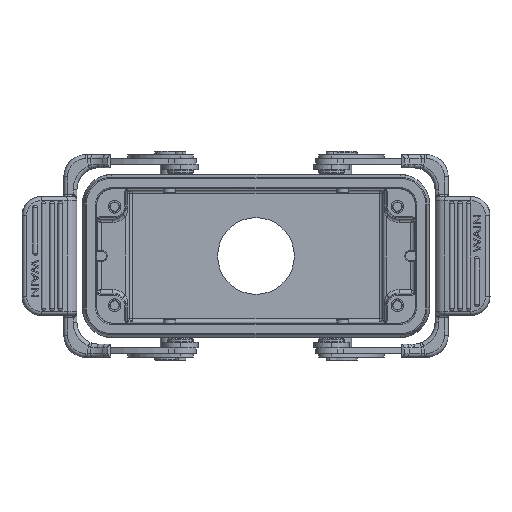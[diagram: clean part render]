
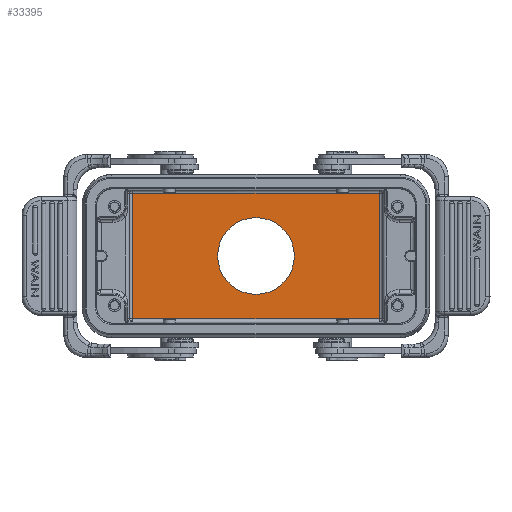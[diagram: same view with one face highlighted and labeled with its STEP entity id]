
A CAD part, front view. The second image highlights one B-rep face of the part: STEP entity #33395.
In plain terms, the highlighted planar face has unit normal (0, -1, 0).
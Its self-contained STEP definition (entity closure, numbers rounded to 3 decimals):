
#4903=DIRECTION('',(0.,0.,-1.));
#4904=VECTOR('',#4903,34.284);
#4905=CARTESIAN_POINT('',(33.75,42.,17.142));
#4906=LINE('',#4905,#4904);
#4907=DIRECTION('',(-1.,0.,0.));
#4908=VECTOR('',#4907,67.5);
#4909=CARTESIAN_POINT('',(33.75,42.,-17.142));
#4910=LINE('',#4909,#4908);
#4911=CARTESIAN_POINT('',(0.,42.,0.));
#4912=DIRECTION('',(0.,-1.,0.));
#4913=DIRECTION('',(1.,0.,0.));
#4914=AXIS2_PLACEMENT_3D('',#4911,#4912,#4913);
#4916=CARTESIAN_POINT('',(0.,42.,0.));
#4917=DIRECTION('',(0.,-1.,0.));
#4918=DIRECTION('',(-1.,0.,0.));
#4919=AXIS2_PLACEMENT_3D('',#4916,#4917,#4918);
#4921=DIRECTION('',(0.,0.,-1.));
#4922=VECTOR('',#4921,34.284);
#4923=CARTESIAN_POINT('',(-33.75,42.,17.142));
#4924=LINE('',#4923,#4922);
#5231=DIRECTION('',(-1.,0.,0.));
#5232=VECTOR('',#5231,67.5);
#5233=CARTESIAN_POINT('',(33.75,42.,17.142));
#5234=LINE('',#5233,#5232);
#22326=CARTESIAN_POINT('',(33.75,42.,17.142));
#22327=CARTESIAN_POINT('',(33.75,42.,-17.142));
#22328=VERTEX_POINT('',#22326);
#22329=VERTEX_POINT('',#22327);
#22332=CARTESIAN_POINT('',(-33.75,42.,-17.142));
#22333=VERTEX_POINT('',#22332);
#22336=CARTESIAN_POINT('',(10.5,42.,0.));
#22337=CARTESIAN_POINT('',(-10.5,42.,0.));
#22338=VERTEX_POINT('',#22336);
#22339=VERTEX_POINT('',#22337);
#22340=CARTESIAN_POINT('',(-33.75,42.,17.142));
#22341=VERTEX_POINT('',#22340);
#33376=CARTESIAN_POINT('',(0.,42.,0.));
#33377=DIRECTION('',(0.,1.,0.));
#33378=DIRECTION('',(0.,0.,1.));
#33379=AXIS2_PLACEMENT_3D('',#33376,#33377,#33378);
#33380=PLANE('',#33379);
#33381=ORIENTED_EDGE('',*,*,#33338,.T.);
#33382=ORIENTED_EDGE('',*,*,#33364,.T.);
#33384=ORIENTED_EDGE('',*,*,#33383,.F.);
#33386=ORIENTED_EDGE('',*,*,#33385,.F.);
#33387=EDGE_LOOP('',(#33381,#33382,#33384,#33386));
#33388=FACE_OUTER_BOUND('',#33387,.F.);
#33390=ORIENTED_EDGE('',*,*,#33389,.T.);
#33392=ORIENTED_EDGE('',*,*,#33391,.T.);
#33393=EDGE_LOOP('',(#33390,#33392));
#33394=FACE_BOUND('',#33393,.F.);
#33395=ADVANCED_FACE('',(#33388,#33394),#33380,.F.);
#4915=CIRCLE('',#4914,10.5);
#4920=CIRCLE('',#4919,10.5);
#33338=EDGE_CURVE('',#22328,#22329,#4906,.T.);
#33364=EDGE_CURVE('',#22329,#22333,#4910,.T.);
#33383=EDGE_CURVE('',#22341,#22333,#4924,.T.);
#33385=EDGE_CURVE('',#22328,#22341,#5234,.T.);
#33389=EDGE_CURVE('',#22338,#22339,#4915,.T.);
#33391=EDGE_CURVE('',#22339,#22338,#4920,.T.);
